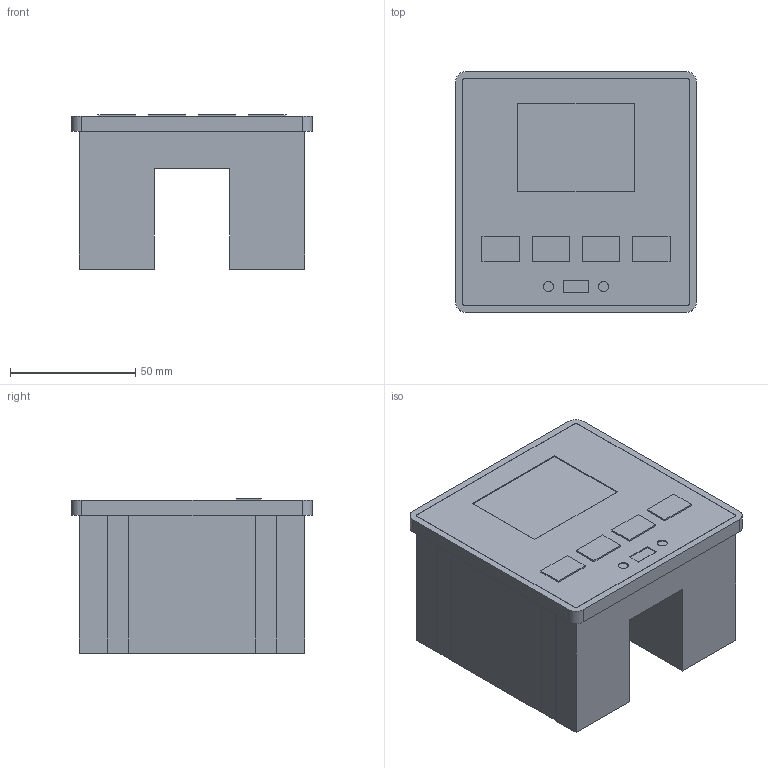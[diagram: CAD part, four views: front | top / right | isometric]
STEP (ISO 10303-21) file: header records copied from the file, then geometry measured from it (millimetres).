
FILE_DESCRIPTION((''),'2;1');
FILE_NAME('3d_DCRL3.stp','2014-05-26T14:24:55',(''),(''),'Mechanical Desktop 2011','Mechanical Desktop 2011',', , ');
FILE_SCHEMA(('CONFIG_CONTROL_DESIGN'));
Length unit declared in the file: millimetre
Products named in the file (1): Product
Bounding box: 96 x 96 x 61.5 mm (x, y, z)
Volume: 391384.1 mm3; surface area: 61748.1 mm2
Topology: 2 solids, 2 shells, 81 faces, 207 edges, 139 vertices
Faces by surface type: plane 69, cylinder 12
Entity records: 2525 total; most frequent: CARTESIAN_POINT 428, ORIENTED_EDGE 414, DIRECTION 398, EDGE_CURVE 207, VECTOR 180, LINE 180, VERTEX_POINT 139, AXIS2_PLACEMENT_3D 109
